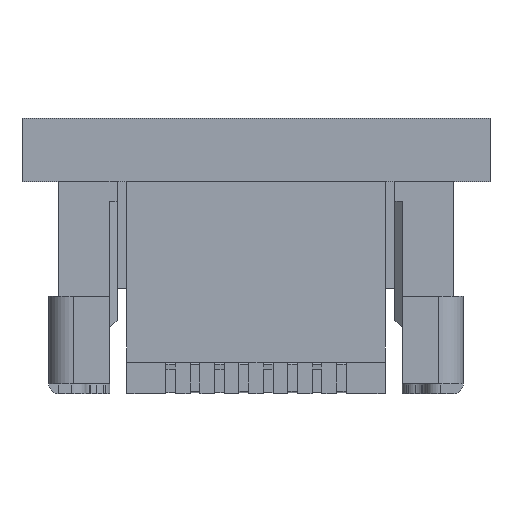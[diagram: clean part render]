
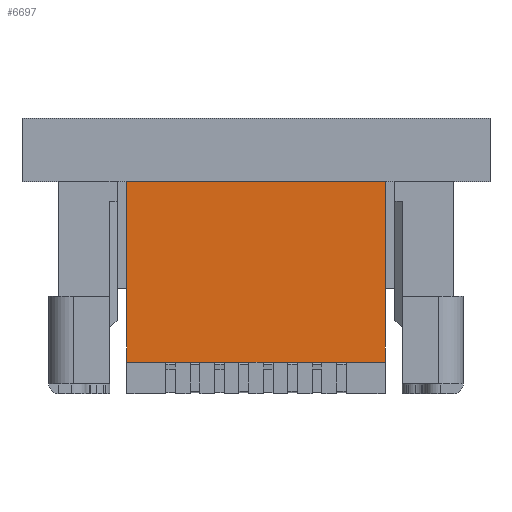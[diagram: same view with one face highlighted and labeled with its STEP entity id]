
A CAD part, front view. The second image highlights one B-rep face of the part: STEP entity #6697.
In plain terms, the highlighted planar face has unit normal (0, -1, 0).
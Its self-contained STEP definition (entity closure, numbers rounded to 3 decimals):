
#258=PLANE('',#7159);
#586=FACE_OUTER_BOUND('',#916,.T.);
#916=EDGE_LOOP('',(#5745,#5746,#5747,#5748));
#1444=LINE('',#10067,#2337);
#1496=LINE('',#10172,#2389);
#1712=LINE('',#10589,#2605);
#1713=LINE('',#10590,#2606);
#2337=VECTOR('',#8192,1000.);
#2389=VECTOR('',#8278,1000.);
#2605=VECTOR('',#8564,10.);
#2606=VECTOR('',#8565,10.);
#3237=VERTEX_POINT('',#10064);
#3238=VERTEX_POINT('',#10066);
#3273=VERTEX_POINT('',#10169);
#3274=VERTEX_POINT('',#10171);
#4013=EDGE_CURVE('',#3237,#3238,#1444,.T.);
#4065=EDGE_CURVE('',#3273,#3274,#1496,.T.);
#4281=EDGE_CURVE('',#3273,#3238,#1712,.T.);
#4282=EDGE_CURVE('',#3274,#3237,#1713,.T.);
#5745=ORIENTED_EDGE('',*,*,#4281,.T.);
#5746=ORIENTED_EDGE('',*,*,#4013,.F.);
#5747=ORIENTED_EDGE('',*,*,#4282,.F.);
#5748=ORIENTED_EDGE('',*,*,#4065,.F.);
#6697=ADVANCED_FACE('',(#586),#258,.F.);
#7159=AXIS2_PLACEMENT_3D('',#10588,#8562,#8563);
#8192=DIRECTION('',(-1.,0.,0.));
#8278=DIRECTION('',(1.,0.,0.));
#8562=DIRECTION('center_axis',(0.,1.,0.));
#8563=DIRECTION('ref_axis',(0.,0.,1.));
#8564=DIRECTION('',(0.,0.,-1.));
#8565=DIRECTION('',(0.,0.,-1.));
#10064=CARTESIAN_POINT('',(2.65,-1.,-2.2));
#10066=CARTESIAN_POINT('',(-2.65,-1.,-2.2));
#10067=CARTESIAN_POINT('',(-2.65,-1.,-2.2));
#10169=CARTESIAN_POINT('',(-2.65,-1.,1.5));
#10171=CARTESIAN_POINT('',(2.65,-1.,1.5));
#10172=CARTESIAN_POINT('',(-4.2,-1.,1.5));
#10588=CARTESIAN_POINT('Origin',(0.,-1.,0.));
#10589=CARTESIAN_POINT('',(-2.65,-1.,-0.9));
#10590=CARTESIAN_POINT('',(2.65,-1.,-0.9));
